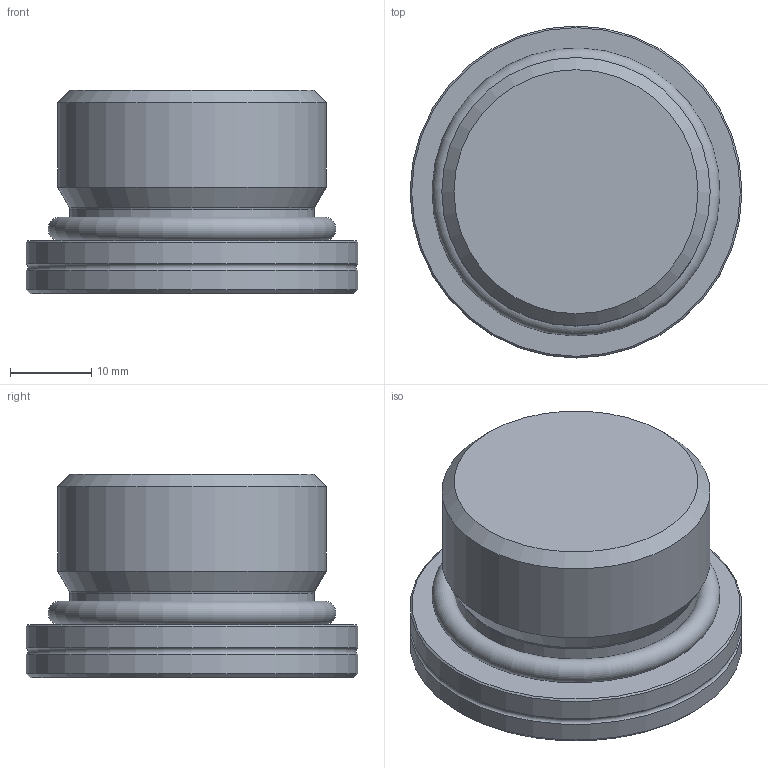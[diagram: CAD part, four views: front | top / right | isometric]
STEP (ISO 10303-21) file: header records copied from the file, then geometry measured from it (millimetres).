
FILE_DESCRIPTION((''),'2;1');
FILE_NAME('72003332.stp','2014-09-03T11:37:13',(''),('KNOMI spol. s r. o.'),'Autodesk Inventor 2012','Autodesk Inventor 2012','');
FILE_SCHEMA(('AUTOMOTIVE_DESIGN { 1 2 10303 214 0 1 1 1 }'));
Length unit declared in the file: millimetre
Products named in the file (3): ZKF M33x2; 720033325; 60829600290
Assembly tree (2 placements, depth 2):
  ZKF M33x2
    720033325
    60829600290
Bounding box: 40.8 x 40.8 x 25 mm (x, y, z)
Volume: 21285 mm3; surface area: 6997.5 mm2
Topology: 2 solids, 2 shells, 38 faces, 93 edges, 58 vertices
Faces by surface type: plane 15, cylinder 11, torus 6, cone 6
Full cylindrical faces by diameter (mm): 16.2 x1, 30 x1, 33 x1, 40.8 x2
Entity records: 1214 total; most frequent: CARTESIAN_POINT 302, DIRECTION 166, ORIENTED_EDGE 146, AXIS2_PLACEMENT_3D 74, EDGE_CURVE 73, EDGE_LOOP 55, VERTEX_POINT 54, STYLED_ITEM 40
